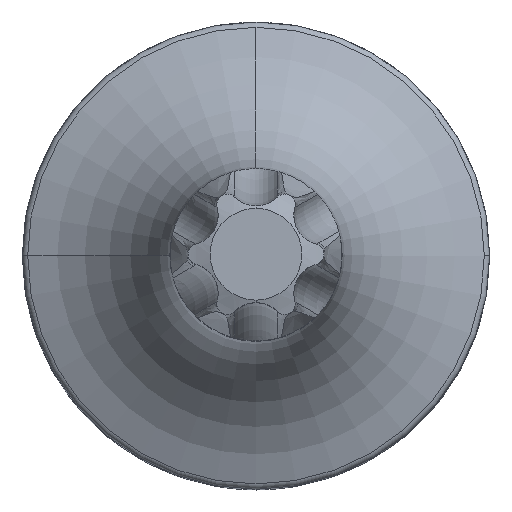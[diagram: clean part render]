
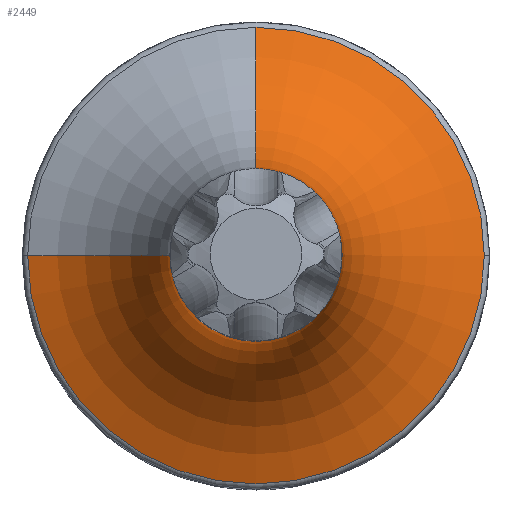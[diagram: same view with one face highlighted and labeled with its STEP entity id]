
A CAD part, top view. The second image highlights one B-rep face of the part: STEP entity #2449.
In plain terms, the highlighted toroidal (fillet/blend) face has major radius 11.5 mm and minor radius 8 mm.
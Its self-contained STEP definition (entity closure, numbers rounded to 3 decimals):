
#620=CARTESIAN_POINT('',(0.,0.,17.059));
#621=DIRECTION('',(0.,0.,-1.));
#622=DIRECTION('',(1.,0.,0.));
#623=AXIS2_PLACEMENT_3D('',#620,#621,#622);
#625=CARTESIAN_POINT('',(-11.5,0.,24.746));
#626=DIRECTION('',(0.,-1.,0.));
#627=DIRECTION('',(0.277,0.,-0.961));
#628=AXIS2_PLACEMENT_3D('',#625,#626,#627);
#630=CARTESIAN_POINT('',(0.,0.,24.746));
#631=DIRECTION('',(0.,0.,1.));
#632=DIRECTION('',(0.,-1.,0.));
#633=AXIS2_PLACEMENT_3D('',#630,#631,#632);
#635=CARTESIAN_POINT('',(0.,0.,17.059));
#636=DIRECTION('',(0.,0.,-1.));
#637=DIRECTION('',(0.,1.,0.));
#638=AXIS2_PLACEMENT_3D('',#635,#636,#637);
#645=CARTESIAN_POINT('',(0.,11.5,24.746));
#646=DIRECTION('',(-1.,0.,0.));
#647=DIRECTION('',(0.,-0.277,-0.961));
#648=AXIS2_PLACEMENT_3D('',#645,#646,#647);
#664=CARTESIAN_POINT('',(0.,0.,24.746));
#665=DIRECTION('',(0.,0.,1.));
#666=DIRECTION('',(-1.,0.,0.));
#667=AXIS2_PLACEMENT_3D('',#664,#665,#666);
#1733=CARTESIAN_POINT('',(0.,3.5,24.746));
#1734=CARTESIAN_POINT('',(-3.5,0.,24.746));
#1735=VERTEX_POINT('',#1733);
#1736=VERTEX_POINT('',#1734);
#1737=CARTESIAN_POINT('',(0.,-3.5,24.746));
#1738=VERTEX_POINT('',#1737);
#1871=CARTESIAN_POINT('',(9.283,0.,17.059));
#1872=CARTESIAN_POINT('',(-9.283,0.,17.059));
#1873=VERTEX_POINT('',#1871);
#1874=VERTEX_POINT('',#1872);
#1875=CARTESIAN_POINT('',(0.,9.283,
17.059));
#1876=VERTEX_POINT('',#1875);
#2432=CARTESIAN_POINT('',(0.,0.,24.746));
#2433=DIRECTION('',(0.,0.,1.));
#2434=DIRECTION('',(-0.025,-1.,0.));
#2435=AXIS2_PLACEMENT_3D('',#2432,#2433,#2434);
#2436=TOROIDAL_SURFACE('',#2435,11.5,8.);
#2437=ORIENTED_EDGE('',*,*,#2410,.T.);
#2439=ORIENTED_EDGE('',*,*,#2438,.T.);
#2441=ORIENTED_EDGE('',*,*,#2440,.T.);
#2443=ORIENTED_EDGE('',*,*,#2442,.T.);
#2445=ORIENTED_EDGE('',*,*,#2444,.F.);
#2446=ORIENTED_EDGE('',*,*,#2422,.T.);
#2447=EDGE_LOOP('',(#2437,#2439,#2441,#2443,#2445,#2446));
#2448=FACE_OUTER_BOUND('',#2447,.F.);
#2449=ADVANCED_FACE('',(#2448),#2436,.F.);
#624=CIRCLE('',#623,9.283);
#629=CIRCLE('',#628,8.);
#634=CIRCLE('',#633,3.5);
#639=CIRCLE('',#638,9.283);
#649=CIRCLE('',#648,8.);
#668=CIRCLE('',#667,3.5);
#2410=EDGE_CURVE('',#1873,#1874,#624,.T.);
#2422=EDGE_CURVE('',#1876,#1873,#639,.T.);
#2438=EDGE_CURVE('',#1874,#1736,#629,.T.);
#2440=EDGE_CURVE('',#1736,#1738,#668,.T.);
#2442=EDGE_CURVE('',#1738,#1735,#634,.T.);
#2444=EDGE_CURVE('',#1876,#1735,#649,.T.);
